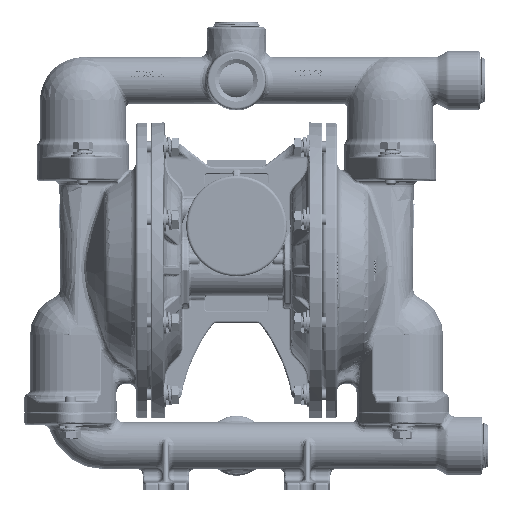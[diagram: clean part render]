
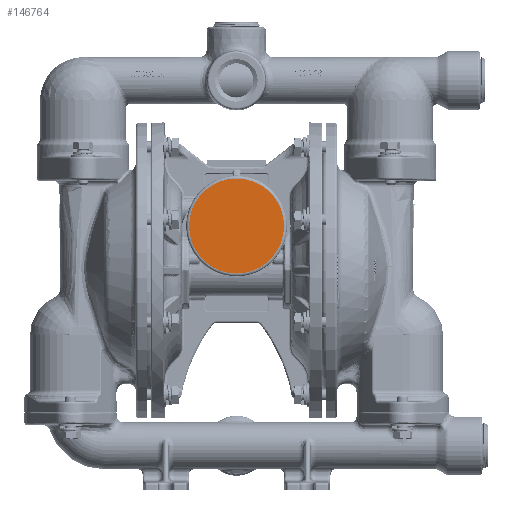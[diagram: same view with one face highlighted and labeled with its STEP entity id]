
A CAD part, front view. The second image highlights one B-rep face of the part: STEP entity #146764.
In plain terms, the highlighted planar face has unit normal (0, -1, 0).
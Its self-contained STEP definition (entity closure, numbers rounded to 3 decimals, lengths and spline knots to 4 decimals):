
#41301=CARTESIAN_POINT('',(0.,-4.9293,1.266));
#41302=DIRECTION('',(0.,1.,0.));
#41303=DIRECTION('',(1.,0.,0.));
#41304=AXIS2_PLACEMENT_3D('',#41301,#41302,#41303);
#41306=CARTESIAN_POINT('',(0.,-4.9293,1.266));
#41307=DIRECTION('',(0.,1.,0.));
#41308=DIRECTION('',(-1.,0.,0.));
#41309=AXIS2_PLACEMENT_3D('',#41306,#41307,#41308);
#68858=CARTESIAN_POINT('',(1.342,-4.9293,1.266));
#68859=CARTESIAN_POINT('',(-1.342,-4.9293,1.266));
#68860=VERTEX_POINT('',#68858);
#68861=VERTEX_POINT('',#68859);
#146755=CARTESIAN_POINT('',(0.,-4.9293,1.266));
#146756=DIRECTION('',(0.,1.,0.));
#146757=DIRECTION('',(1.,0.,0.));
#146758=AXIS2_PLACEMENT_3D('',#146755,#146756,#146757);
#146759=PLANE('',#146758);
#146760=ORIENTED_EDGE('',*,*,#143969,.T.);
#146761=ORIENTED_EDGE('',*,*,#144082,.T.);
#146762=EDGE_LOOP('',(#146760,#146761));
#146763=FACE_OUTER_BOUND('',#146762,.F.);
#41305=CIRCLE('',#41304,1.342);
#41310=CIRCLE('',#41309,1.342);
#143969=EDGE_CURVE('',#68860,#68861,#41305,.T.);
#144082=EDGE_CURVE('',#68861,#68860,#41310,.T.);
#146764=ADVANCED_FACE('',(#146763),#146759,.F.);
